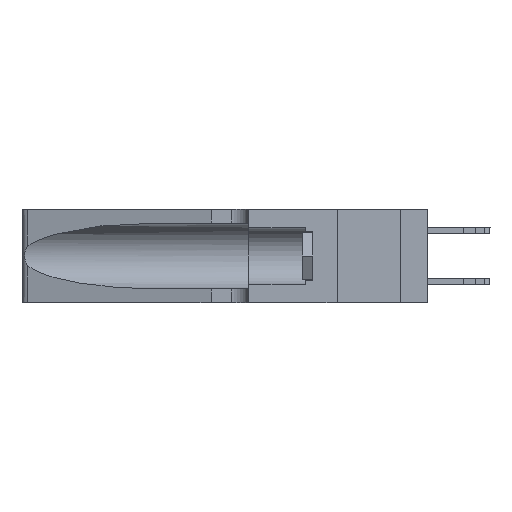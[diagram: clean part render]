
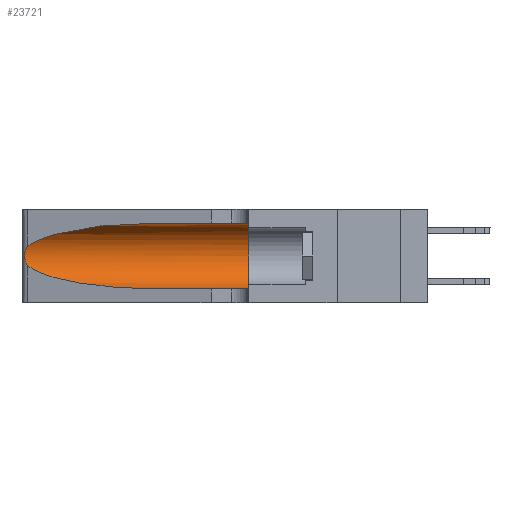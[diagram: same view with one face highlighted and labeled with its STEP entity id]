
A CAD part, left-side view. The second image highlights one B-rep face of the part: STEP entity #23721.
In plain terms, the highlighted cylindrical face has radius 3.308 mm (diameter 6.617 mm), a partial arc.
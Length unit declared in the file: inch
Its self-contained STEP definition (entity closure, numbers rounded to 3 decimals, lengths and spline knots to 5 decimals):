
#181 = CYLINDRICAL_SURFACE ( 'NONE', #6931, 0.13025 ) ;
#374 = EDGE_LOOP ( 'NONE', ( #26444, #26106, #26415, #14684, #11563, #24136 ) ) ;
#1522 = DIRECTION ( 'NONE',  ( 0., 0., 1. ) ) ;
#2350 = VERTEX_POINT ( 'NONE', #25232 ) ;
#3572 = CARTESIAN_POINT ( 'NONE',  ( 0.25487, 1.22718, 0.14631 ) ) ;
#4223 = EDGE_CURVE ( 'NONE', #4699, #2350, #8755, .T. ) ;
#4687 = CARTESIAN_POINT ( 'NONE',  ( 0.25487, 1.22718, 0.22369 ) ) ;
#4699 = VERTEX_POINT ( 'NONE', #19848 ) ;
#5118 = VERTEX_POINT ( 'NONE', #11952 ) ;
#6032 = CARTESIAN_POINT ( 'NONE',  ( 0.25555, 1.22994, 0.2215 ) ) ;
#6875 = CARTESIAN_POINT ( 'NONE',  ( 0.26075, 1.23896, 0.178 ) ) ;
#6931 = AXIS2_PLACEMENT_3D ( 'NONE', #19565, #24311, #29619 ) ;
#7143 = CARTESIAN_POINT ( 'NONE',  ( 0.18966, 0.96281, 0.31525 ) ) ;
#7265 = CARTESIAN_POINT ( 'NONE',  ( 0.1305, 0.72297, 0.05475 ) ) ;
#7316 = CARTESIAN_POINT ( 'NONE',  ( 0.25856, 1.23593, 0.16098 ) ) ;
#7483 = CARTESIAN_POINT ( 'NONE',  ( 0.2373, 1.15595, 0.28018 ) ) ;
#7525 = DIRECTION ( 'NONE',  ( 0., -1., 0. ) ) ;
#7845 = FACE_OUTER_BOUND ( 'NONE', #374, .T. ) ;
#8595 = CARTESIAN_POINT ( 'NONE',  ( 0.25639, 1.23184, 0.21858 ) ) ;
#8755 = LINE ( 'NONE', #17705, #28039 ) ;
#8858 = B_SPLINE_CURVE_WITH_KNOTS ( 'NONE', 3,
 ( #30617, #6032, #8595, #10840, #21542, #9584, #11682, #6875, #12270, #7316, #19660, #17397, #29831, #30282 ),
 .UNSPECIFIED., .F., .F.,
 ( 4, 2, 2, 2, 2, 2, 4 ),
 ( 0., 0.00027, 0.00053, 0.00107, 0.0016, 0.00187, 0.00214 ),
 .UNSPECIFIED. ) ;
#8891 = EDGE_CURVE ( 'NONE', #10104, #4699, #31679, .T. ) ;
#9584 = CARTESIAN_POINT ( 'NONE',  ( 0.26018, 1.23835, 0.19895 ) ) ;
#10102 = CARTESIAN_POINT ( 'NONE',  ( 0.25487, 1.22718, 0.22369 ) ) ;
#10104 = VERTEX_POINT ( 'NONE', #3572 ) ;
#10840 = CARTESIAN_POINT ( 'NONE',  ( 0.25787, 1.23484, 0.2124 ) ) ;
#11563 = ORIENTED_EDGE ( 'NONE', *, *, #11592, .F. ) ;
#11592 = EDGE_CURVE ( 'NONE', #5118, #2350, #27033, .T. ) ;
#11663 = EDGE_CURVE ( 'NONE', #13615, #28831, #26706, .T. ) ;
#11682 = CARTESIAN_POINT ( 'NONE',  ( 0.26075, 1.23896, 0.19203 ) ) ;
#11952 = CARTESIAN_POINT ( 'NONE',  ( 0.1305, 0.35, 0.31525 ) ) ;
#12270 = CARTESIAN_POINT ( 'NONE',  ( 0.26017, 1.23833, 0.17102 ) ) ;
#13615 = VERTEX_POINT ( 'NONE', #24344 ) ;
#13969 = EDGE_CURVE ( 'NONE', #28831, #10104, #8858, .T. ) ;
#14684 = ORIENTED_EDGE ( 'NONE', *, *, #4223, .T. ) ;
#14751 = CARTESIAN_POINT ( 'NONE',  ( 0.2373, 1.15595, 0.08982 ) ) ;
#14974 = CARTESIAN_POINT ( 'NONE',  ( 0.1305, 0.72297, 0.31525 ) ) ;
#16869 = DIRECTION ( 'NONE',  ( 0., 1., 0. ) ) ;
#17341 = CARTESIAN_POINT ( 'NONE',  ( 0.25487, 1.22718, 0.14631 ) ) ;
#17397 = CARTESIAN_POINT ( 'NONE',  ( 0.25639, 1.23186, 0.15144 ) ) ;
#17705 = CARTESIAN_POINT ( 'NONE',  ( 0.1305, 1.61858, 0.05475 ) ) ;
#19473 = CARTESIAN_POINT ( 'NONE',  ( 0.1305, 0.35, 0.185 ) ) ;
#19565 = CARTESIAN_POINT ( 'NONE',  ( 0.1305, 1.61858, 0.185 ) ) ;
#19660 = CARTESIAN_POINT ( 'NONE',  ( 0.25789, 1.23486, 0.15765 ) ) ;
#19848 = CARTESIAN_POINT ( 'NONE',  ( 0.1305, 0.72297, 0.05475 ) ) ;
#20436 = DIRECTION ( 'NONE',  ( 0., -1., 0. ) ) ;
#21542 = CARTESIAN_POINT ( 'NONE',  ( 0.25854, 1.2359, 0.20912 ) ) ;
#23721 = ADVANCED_FACE ( 'NONE', ( #7845 ), #181, .F. ) ;
#24136 = ORIENTED_EDGE ( 'NONE', *, *, #31273, .F. ) ;
#24311 = DIRECTION ( 'NONE',  ( 0., -1., 0. ) ) ;
#24344 = CARTESIAN_POINT ( 'NONE',  ( 0.1305, 0.72297, 0.31525 ) ) ;
#25232 = CARTESIAN_POINT ( 'NONE',  ( 0.1305, 0.35, 0.05475 ) ) ;
#26106 = ORIENTED_EDGE ( 'NONE', *, *, #13969, .T. ) ;
#26415 = ORIENTED_EDGE ( 'NONE', *, *, #8891, .T. ) ;
#26444 = ORIENTED_EDGE ( 'NONE', *, *, #11663, .T. ) ;
#26706 =( BOUNDED_CURVE ( )  B_SPLINE_CURVE ( 3, ( #14974, #7143, #7483, #4687 ),
 .UNSPECIFIED., .F., .F. ) 
 B_SPLINE_CURVE_WITH_KNOTS ( ( 4, 4 ),
 ( 1.5708, 2.84003 ),
 .UNSPECIFIED. ) 
 CURVE ( )  GEOMETRIC_REPRESENTATION_ITEM ( )  RATIONAL_B_SPLINE_CURVE ( ( 1., 0.87, 0.87, 1. ) ) 
 REPRESENTATION_ITEM ( '' )  );
#27033 = CIRCLE ( 'NONE', #27041, 0.13025 ) ;
#27041 = AXIS2_PLACEMENT_3D ( 'NONE', #19473, #16869, #1522 ) ;
#28039 = VECTOR ( 'NONE', #7525, 39.37008 ) ;
#28831 = VERTEX_POINT ( 'NONE', #10102 ) ;
#29619 = DIRECTION ( 'NONE',  ( 0., 0., -1. ) ) ;
#29831 = CARTESIAN_POINT ( 'NONE',  ( 0.25555, 1.22993, 0.14849 ) ) ;
#30282 = CARTESIAN_POINT ( 'NONE',  ( 0.25487, 1.22718, 0.14631 ) ) ;
#30617 = CARTESIAN_POINT ( 'NONE',  ( 0.25487, 1.22718, 0.22369 ) ) ;
#31273 = EDGE_CURVE ( 'NONE', #13615, #5118, #32864, .T. ) ;
#31679 =( BOUNDED_CURVE ( )  B_SPLINE_CURVE ( 3, ( #17341, #14751, #32835, #7265 ),
 .UNSPECIFIED., .F., .T. ) 
 B_SPLINE_CURVE_WITH_KNOTS ( ( 4, 4 ),
 ( 3.44316, 4.71239 ),
 .UNSPECIFIED. ) 
 CURVE ( )  GEOMETRIC_REPRESENTATION_ITEM ( )  RATIONAL_B_SPLINE_CURVE ( ( 1., 0.87, 0.87, 1. ) ) 
 REPRESENTATION_ITEM ( '' )  );
#31855 = CARTESIAN_POINT ( 'NONE',  ( 0.1305, 1.61858, 0.31525 ) ) ;
#32835 = CARTESIAN_POINT ( 'NONE',  ( 0.18966, 0.96281, 0.05475 ) ) ;
#32864 = LINE ( 'NONE', #31855, #33229 ) ;
#33229 = VECTOR ( 'NONE', #20436, 39.37008 ) ;
